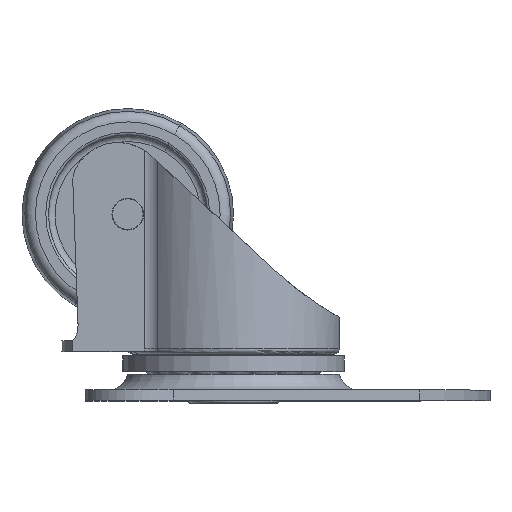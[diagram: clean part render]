
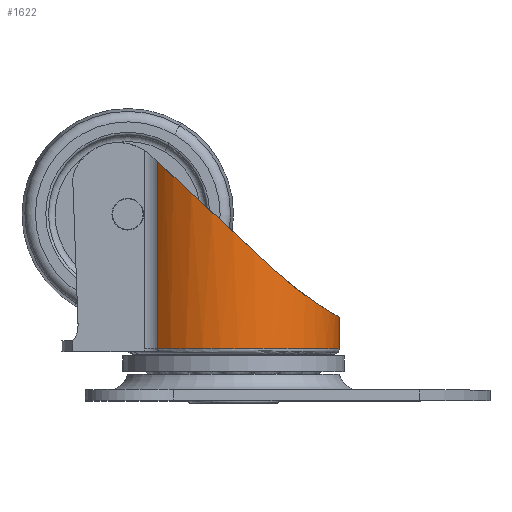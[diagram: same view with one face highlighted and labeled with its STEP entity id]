
A CAD part, top view. The second image highlights one B-rep face of the part: STEP entity #1622.
In plain terms, the highlighted cylindrical face has radius 20 mm (diameter 40 mm), a partial arc.
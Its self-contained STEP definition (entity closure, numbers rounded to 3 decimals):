
#102 = DIRECTION ( 'NONE',  ( 0., 1., 0. ) ) ;
#153 = VECTOR ( 'NONE', #102, 1000. ) ;
#275 = VERTEX_POINT ( 'NONE', #3077 ) ;
#380 = CARTESIAN_POINT ( 'NONE',  ( -4.267, 35.756, -49.969 ) ) ;
#415 = CARTESIAN_POINT ( 'NONE',  ( -15.34, 31.372, -43.266 ) ) ;
#668 = CARTESIAN_POINT ( 'NONE',  ( -19.985, 12.06, -21.879 ) ) ;
#892 = ORIENTED_EDGE ( 'NONE', *, *, #4618, .T. ) ;
#914 = CARTESIAN_POINT ( 'NONE',  ( -1.077, 35.988, -50.378 ) ) ;
#953 = CARTESIAN_POINT ( 'NONE',  ( -13.339, 32.832, -45.31 ) ) ;
#1055 = VERTEX_POINT ( 'NONE', #3954 ) ;
#1081 = B_SPLINE_CURVE_WITH_KNOTS ( 'NONE', 3,
 ( #3619, #5770, #914, #3091, #5238, #380, #2562, #4715, #6868, #2024, #4177, #6330, #1494, #3653, #5806, #953, #3121, #5276, #415, #2598, #4745, #6901, #2054, #4213 ),
 .UNSPECIFIED., .F., .F.,
 ( 4, 2, 2, 2, 2, 2, 2, 2, 2, 2, 2, 4 ),
 ( 0.026, 0.027, 0.029, 0.032, 0.034, 0.035, 0.038, 0.04, 0.042, 0.045, 0.048, 0.051 ),
 .UNSPECIFIED. ) ;
#1256 = DIRECTION ( 'NONE',  ( 0., -1., 0. ) ) ;
#1261 = CIRCLE ( 'NONE', #5218, 20. ) ;
#1333 = LINE ( 'NONE', #3502, #4866 ) ;
#1494 = CARTESIAN_POINT ( 'NONE',  ( -10.975, 34.057, -47.15 ) ) ;
#1514 = CARTESIAN_POINT ( 'NONE',  ( -13.872, 42., -15.993 ) ) ;
#1622 = ADVANCED_FACE ( 'NONE', ( #1796 ), #3946, .T. ) ;
#1739 = DIRECTION ( 'NONE',  ( 0., -1., 0. ) ) ;
#1796 = FACE_OUTER_BOUND ( 'NONE', #4717, .T. ) ;
#1967 = EDGE_CURVE ( 'NONE', #275, #5679, #6497, .T. ) ;
#2024 = CARTESIAN_POINT ( 'NONE',  ( -8.269, 34.964, -48.618 ) ) ;
#2054 = CARTESIAN_POINT ( 'NONE',  ( -18.174, 27.708, -38.79 ) ) ;
#2195 = EDGE_CURVE ( 'NONE', #3064, #275, #1081, .T. ) ;
#2302 = CARTESIAN_POINT ( 'NONE',  ( -13.872, 6.613, -15.993 ) ) ;
#2416 = EDGE_CURVE ( 'NONE', #3159, #1055, #1261, .T. ) ;
#2562 = CARTESIAN_POINT ( 'NONE',  ( -5.296, 35.612, -49.715 ) ) ;
#2598 = CARTESIAN_POINT ( 'NONE',  ( -16.459, 30.243, -41.799 ) ) ;
#2817 = LINE ( 'NONE', #4970, #153 ) ;
#2842 = CARTESIAN_POINT ( 'NONE',  ( -13.872, 6.613, -15.993 ) ) ;
#3064 = VERTEX_POINT ( 'NONE', #3605 ) ;
#3077 = CARTESIAN_POINT ( 'NONE',  ( -18.487, 27.005, -38.03 ) ) ;
#3091 = CARTESIAN_POINT ( 'NONE',  ( -2.155, 35.939, -50.291 ) ) ;
#3121 = CARTESIAN_POINT ( 'NONE',  ( -13.696, 32.605, -44.982 ) ) ;
#3159 = VERTEX_POINT ( 'NONE', #1514 ) ;
#3371 = CARTESIAN_POINT ( 'NONE',  ( -18.487, 27.005, -38.03 ) ) ;
#3426 = DIRECTION ( 'NONE',  ( 0., 0., -1. ) ) ;
#3502 = CARTESIAN_POINT ( 'NONE',  ( 0., 42.5, -50.4 ) ) ;
#3598 = ORIENTED_EDGE ( 'NONE', *, *, #1967, .T. ) ;
#3605 = CARTESIAN_POINT ( 'NONE',  ( 0., 36., -50.4 ) ) ;
#3619 = CARTESIAN_POINT ( 'NONE',  ( 0., 36., -50.4 ) ) ;
#3653 = CARTESIAN_POINT ( 'NONE',  ( -12.197, 33.473, -46.259 ) ) ;
#3889 = DIRECTION ( 'NONE',  ( 0., 0., 1. ) ) ;
#3946 = CYLINDRICAL_SURFACE ( 'NONE', #5548, 20. ) ;
#3954 = CARTESIAN_POINT ( 'NONE',  ( 0., 42., -50.4 ) ) ;
#4177 = CARTESIAN_POINT ( 'NONE',  ( -8.739, 34.831, -48.397 ) ) ;
#4213 = CARTESIAN_POINT ( 'NONE',  ( -18.487, 27.005, -38.03 ) ) ;
#4618 = EDGE_CURVE ( 'NONE', #1055, #3064, #1333, .T. ) ;
#4687 = ORIENTED_EDGE ( 'NONE', *, *, #2416, .T. ) ;
#4715 = CARTESIAN_POINT ( 'NONE',  ( -6.804, 35.32, -49.215 ) ) ;
#4717 = EDGE_LOOP ( 'NONE', ( #4687, #892, #6060, #3598, #5955 ) ) ;
#4745 = CARTESIAN_POINT ( 'NONE',  ( -16.949, 29.643, -41.052 ) ) ;
#4866 = VECTOR ( 'NONE', #5653, 1000. ) ;
#4954 = CARTESIAN_POINT ( 'NONE',  ( 0., 42., -30.4 ) ) ;
#4970 = CARTESIAN_POINT ( 'NONE',  ( -13.872, 42.5, -15.993 ) ) ;
#5218 = AXIS2_PLACEMENT_3D ( 'NONE', #4954, #1739, #3889 ) ;
#5222 = EDGE_CURVE ( 'NONE', #5679, #3159, #2817, .T. ) ;
#5238 = CARTESIAN_POINT ( 'NONE',  ( -2.687, 35.902, -50.226 ) ) ;
#5276 = CARTESIAN_POINT ( 'NONE',  ( -14.721, 31.891, -43.973 ) ) ;
#5530 = CARTESIAN_POINT ( 'NONE',  ( -21.725, 19.746, -30.186 ) ) ;
#5548 = AXIS2_PLACEMENT_3D ( 'NONE', #6099, #1256, #3426 ) ;
#5653 = DIRECTION ( 'NONE',  ( 0., -1., 0. ) ) ;
#5679 = VERTEX_POINT ( 'NONE', #2302 ) ;
#5770 = CARTESIAN_POINT ( 'NONE',  ( -0.536, 36., -50.4 ) ) ;
#5806 = CARTESIAN_POINT ( 'NONE',  ( -12.59, 33.266, -45.948 ) ) ;
#5955 = ORIENTED_EDGE ( 'NONE', *, *, #5222, .T. ) ;
#6060 = ORIENTED_EDGE ( 'NONE', *, *, #2195, .T. ) ;
#6099 = CARTESIAN_POINT ( 'NONE',  ( 0., 42.5, -30.4 ) ) ;
#6330 = CARTESIAN_POINT ( 'NONE',  ( -10.111, 34.394, -47.687 ) ) ;
#6497 =( BOUNDED_CURVE ( )  B_SPLINE_CURVE ( 3, ( #3371, #5530, #668, #2842 ),
 .UNSPECIFIED., .F., .T. ) 
 B_SPLINE_CURVE_WITH_KNOTS ( ( 4, 4 ),
 ( 4.321, 5.517 ),
 .UNSPECIFIED. ) 
 CURVE ( )  GEOMETRIC_REPRESENTATION_ITEM ( )  RATIONAL_B_SPLINE_CURVE ( ( 1., 0.884, 0.884, 1. ) ) 
 REPRESENTATION_ITEM ( '' )  );
#6868 = CARTESIAN_POINT ( 'NONE',  ( -7.302, 35.209, -49.027 ) ) ;
#6901 = CARTESIAN_POINT ( 'NONE',  ( -17.806, 28.376, -39.548 ) ) ;
